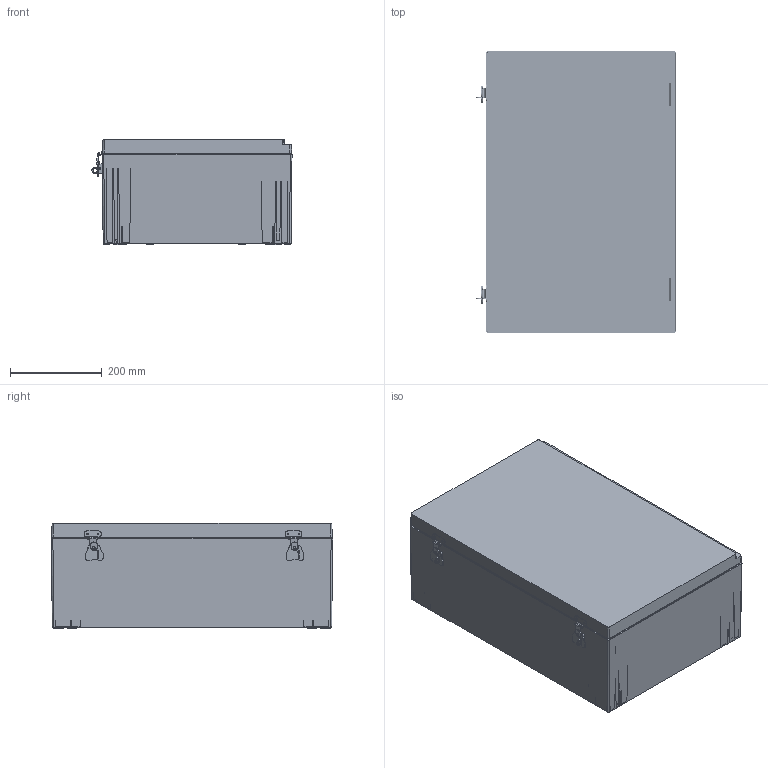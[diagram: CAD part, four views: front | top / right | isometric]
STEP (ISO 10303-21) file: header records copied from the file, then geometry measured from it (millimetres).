
FILE_DESCRIPTION (( 'STEP AP214' ), '1' );
FILE_NAME ('NBG241609-KIT02.STEP', '2018-07-11T17:36:14', ( '' ), ( '' ), 'SwSTEP 2.0', 'SolidWorks 2017', '' );
FILE_SCHEMA (( 'AUTOMOTIVE_DESIGN' ));
Length unit declared in the file: inch
Products named in the file (21): NBG241609_Lid; NBG241609_NemaPlate; TYPE2APO Latch-2; TYPE2APO Latch-3; NBG261609_front plate-L_bracket; NBG241609_M6 track nut; NBG241609_front plate; NBG241609_front plate hinge; NBG241609_front plate M6 track screw; NBG241609_front plate track; NBG241609_front plate knob; TYPE2APO Latch-1; TYPE2APO Latch-5; NBG241609_LatchKeeper; TYPE2APO Latch-4; NBG241609_Box; XFS-0060; NBG241609_FrontPlate Assy; TYPE2latch pin; NBG241609-KIT02; NBG241609_Latch
Assembly tree (50 placements, depth 3):
  NBG241609-KIT02
    NBG241609_LatchKeeper  x2
    NBG241609_NemaPlate
    NBG241609_FrontPlate Assy
      NBG241609_front plate
      NBG241609_front plate hinge  x2
      XFS-0060  x4
    NBG241609_front plate hinge  x2
    NBG261609_front plate-L_bracket  x4
    NBG241609_front plate track  x2
    NBG241609_Latch  x2
      TYPE2APO Latch-1
      TYPE2APO Latch-2
      TYPE2APO Latch-3
      TYPE2APO Latch-4
      TYPE2APO Latch-5
      TYPE2latch pin
    NBG241609_front plate knob  x2
    NBG241609_Lid
    NBG241609_M6 track nut  x11
    NBG241609_front plate M6 track screw  x8
    NBG241609_Box
Bounding box: 437.2 x 615 x 230 mm (x, y, z)
Volume: 4578998.7 mm3; surface area: 3377146.9 mm2
Topology: 53 solids, 53 shells, 4131 faces, 11380 edges, 7453 vertices
Faces by surface type: plane 2107, cylinder 1716, cone 172, bspline 108, torus 20, sphere 8
Entity records: 71781 total; most frequent: CARTESIAN_POINT 21418, ORIENTED_EDGE 10652, DIRECTION 9533, EDGE_CURVE 5326, VECTOR 3661, LINE 3661, VERTEX_POINT 3460, AXIS2_PLACEMENT_3D 2936
